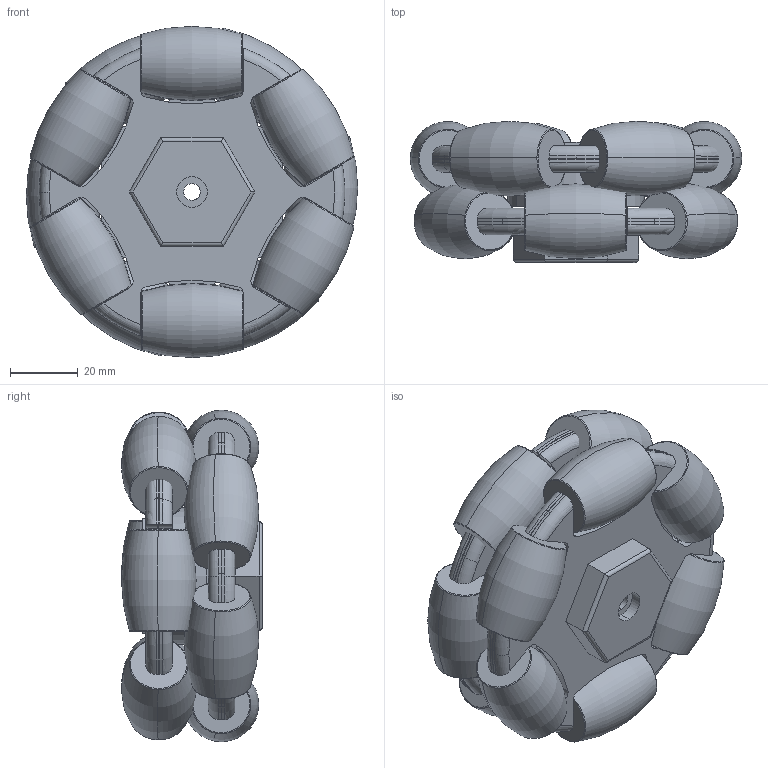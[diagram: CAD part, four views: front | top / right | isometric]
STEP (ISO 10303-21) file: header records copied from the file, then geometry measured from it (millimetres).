
FILE_DESCRIPTION (( 'STEP AP214' ), '1' );
FILE_NAME ('OmniWheel_v02.STEP', '2025-04-12T09:52:53', ( '' ), ( '' ), 'SwSTEP 2.0', 'SolidWorks 2021', '' );
FILE_SCHEMA (( 'AUTOMOTIVE_DESIGN' ));
Length unit declared in the file: millimetre
Products named in the file (8): OmniWheel_Roller_2; Wheel_Hub; Hub_Cup_8; OmniWheel_Star_2b; OmniWheel_v02; OmniWheel_Pin_40; OmniWheel_Star_2; OmniWheel_Star_1
Assembly tree (25 placements, depth 2):
  OmniWheel_v02
    OmniWheel_Star_2b
    Wheel_Hub
    OmniWheel_Star_1  x2
    OmniWheel_Roller_2  x12
    OmniWheel_Pin_40  x7
    Hub_Cup_8
    OmniWheel_Star_2
Bounding box: 97.63 x 41.53 x 97.59 mm (x, y, z)
Volume: 179766.9 mm3; surface area: 74878.6 mm2
Topology: 25 solids, 25 shells, 715 faces, 1826 edges, 1171 vertices
Faces by surface type: plane 267, cylinder 254, torus 190, cone 4
Entity records: 15094 total; most frequent: CARTESIAN_POINT 3301, DIRECTION 2504, ORIENTED_EDGE 2358, EDGE_CURVE 1179, AXIS2_PLACEMENT_3D 938, VERTEX_POINT 769, LINE 628, VECTOR 628
